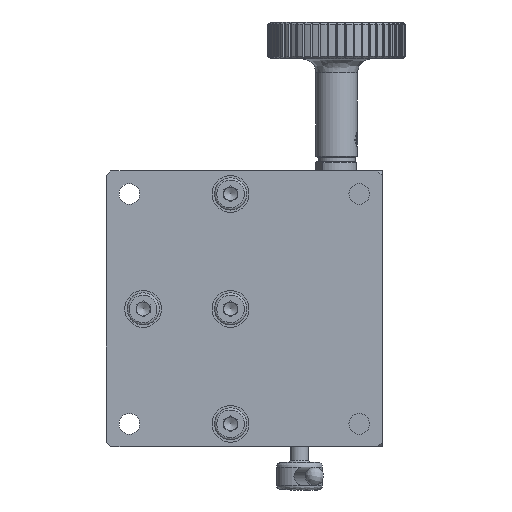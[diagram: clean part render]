
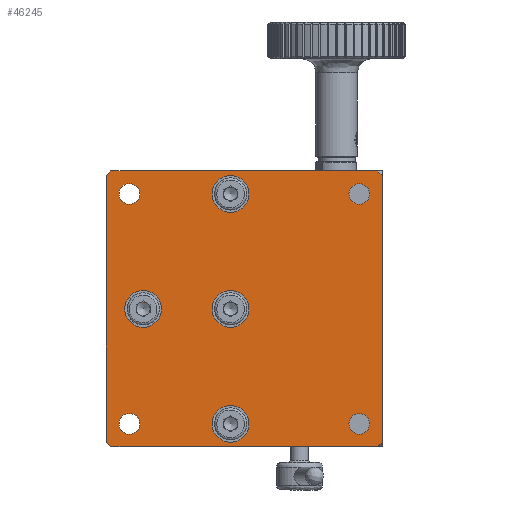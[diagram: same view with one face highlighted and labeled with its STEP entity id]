
A CAD part, front view. The second image highlights one B-rep face of the part: STEP entity #46245.
In plain terms, the highlighted planar face has unit normal (0, -1, 0).
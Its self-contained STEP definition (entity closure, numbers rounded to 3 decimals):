
#28 = EDGE_LOOP ( 'NONE', ( #69329 ) ) ;
#344 = CARTESIAN_POINT ( 'NONE',  ( 8.16, 39.162, 14.259 ) ) ;
#1180 = CARTESIAN_POINT ( 'NONE',  ( 35.16, 39.162, 15.259 ) ) ;
#1210 = VECTOR ( 'NONE', #4499, 1000. ) ;
#1423 = EDGE_CURVE ( 'NONE', #91784, #91784, #92687, .T. ) ;
#2697 = CARTESIAN_POINT ( 'NONE',  ( 16.16, 39.162, 44.259 ) ) ;
#3563 = ORIENTED_EDGE ( 'NONE', *, *, #77969, .T. ) ;
#3749 = VERTEX_POINT ( 'NONE', #21856 ) ;
#4499 = DIRECTION ( 'NONE',  ( -0.707, 0., 0.707 ) ) ;
#5654 = DIRECTION ( 'NONE',  ( 0., 0., -1. ) ) ;
#5795 = EDGE_CURVE ( 'NONE', #48699, #84279, #101449, .T. ) ;
#7372 = FACE_BOUND ( 'NONE', #28, .T. ) ;
#7939 = DIRECTION ( 'NONE',  ( 0., 0., -1. ) ) ;
#8163 = DIRECTION ( 'NONE',  ( 0., 0., 1. ) ) ;
#8842 = VECTOR ( 'NONE', #72731, 1000. ) ;
#9354 = CARTESIAN_POINT ( 'NONE',  ( 63.16, 39.162, 71.509 ) ) ;
#11334 = DIRECTION ( 'NONE',  ( -0.707, 0., -0.707 ) ) ;
#11454 = AXIS2_PLACEMENT_3D ( 'NONE', #2697, #101416, #109003 ) ;
#12650 = CARTESIAN_POINT ( 'NONE',  ( 67.16, 39.162, 14.259 ) ) ;
#12989 = DIRECTION ( 'NONE',  ( 0., 1., 0. ) ) ;
#13820 = DIRECTION ( 'NONE',  ( 0., 0., 1. ) ) ;
#14043 = EDGE_CURVE ( 'NONE', #96977, #96977, #78423, .T. ) ;
#14406 = CARTESIAN_POINT ( 'NONE',  ( 8.16, 39.162, 74.259 ) ) ;
#15560 = FACE_OUTER_BOUND ( 'NONE', #75838, .T. ) ;
#16132 = FACE_BOUND ( 'NONE', #83667, .T. ) ;
#16359 = CARTESIAN_POINT ( 'NONE',  ( 63.16, 39.162, 69.259 ) ) ;
#16760 = CIRCLE ( 'NONE', #93203, 2.25 ) ;
#16811 = AXIS2_PLACEMENT_3D ( 'NONE', #20600, #12989, #73767 ) ;
#17377 = EDGE_CURVE ( 'NONE', #36208, #36208, #31906, .T. ) ;
#17388 = VERTEX_POINT ( 'NONE', #98282 ) ;
#17850 = FACE_BOUND ( 'NONE', #110044, .T. ) ;
#18151 = CARTESIAN_POINT ( 'NONE',  ( 35.16, 39.162, 44.259 ) ) ;
#18826 = DIRECTION ( 'NONE',  ( 0., 1., 0. ) ) ;
#19111 = EDGE_LOOP ( 'NONE', ( #45702 ) ) ;
#19921 = ORIENTED_EDGE ( 'NONE', *, *, #40741, .T. ) ;
#20600 = CARTESIAN_POINT ( 'NONE',  ( 35.16, 39.162, 69.259 ) ) ;
#21856 = CARTESIAN_POINT ( 'NONE',  ( 13.16, 39.162, 21.509 ) ) ;
#22742 = ORIENTED_EDGE ( 'NONE', *, *, #104221, .T. ) ;
#24255 = EDGE_CURVE ( 'NONE', #52948, #48699, #47129, .T. ) ;
#24902 = FACE_BOUND ( 'NONE', #59206, .T. ) ;
#25700 = DIRECTION ( 'NONE',  ( 0., 1., 0. ) ) ;
#26325 = VERTEX_POINT ( 'NONE', #1180 ) ;
#26478 = DIRECTION ( 'NONE',  ( 0., 0., -1. ) ) ;
#27451 = LINE ( 'NONE', #45549, #60606 ) ;
#29662 = ORIENTED_EDGE ( 'NONE', *, *, #41317, .T. ) ;
#30493 = ORIENTED_EDGE ( 'NONE', *, *, #1423, .T. ) ;
#30936 = VECTOR ( 'NONE', #11334, 1000. ) ;
#31323 = VECTOR ( 'NONE', #48286, 1000. ) ;
#31623 = EDGE_LOOP ( 'NONE', ( #84638 ) ) ;
#31906 = CIRCLE ( 'NONE', #114136, 2.25 ) ;
#31968 = ORIENTED_EDGE ( 'NONE', *, *, #109567, .T. ) ;
#33951 = CARTESIAN_POINT ( 'NONE',  ( 8.16, 39.162, 73.259 ) ) ;
#34358 = ORIENTED_EDGE ( 'NONE', *, *, #24255, .T. ) ;
#35644 = CARTESIAN_POINT ( 'NONE',  ( 63.16, 39.162, 21.509 ) ) ;
#35738 = EDGE_CURVE ( 'NONE', #86210, #86210, #73954, .T. ) ;
#36208 = VERTEX_POINT ( 'NONE', #35644 ) ;
#36404 = CIRCLE ( 'NONE', #43919, 4. ) ;
#39411 = CIRCLE ( 'NONE', #11454, 4. ) ;
#39542 = CARTESIAN_POINT ( 'NONE',  ( 13.16, 39.162, 19.259 ) ) ;
#40741 = EDGE_CURVE ( 'NONE', #17388, #73637, #114280, .T. ) ;
#41317 = EDGE_CURVE ( 'NONE', #73637, #52948, #47009, .T. ) ;
#43919 = AXIS2_PLACEMENT_3D ( 'NONE', #60976, #86669, #26478 ) ;
#45110 = DIRECTION ( 'NONE',  ( 0., 0., 1. ) ) ;
#45549 = CARTESIAN_POINT ( 'NONE',  ( 8.16, 39.162, 74.259 ) ) ;
#45702 = ORIENTED_EDGE ( 'NONE', *, *, #61475, .T. ) ;
#46245 = ADVANCED_FACE ( 'NONE', ( #15560, #7372, #24902, #60539, #87383, #17850, #96160, #16132, #51768 ), #53480, .T. ) ;
#47009 = LINE ( 'NONE', #344, #8842 ) ;
#47129 = LINE ( 'NONE', #12650, #88195 ) ;
#48286 = DIRECTION ( 'NONE',  ( 0., 0., 1. ) ) ;
#48699 = VERTEX_POINT ( 'NONE', #85608 ) ;
#48858 = EDGE_LOOP ( 'NONE', ( #112755 ) ) ;
#51177 = CARTESIAN_POINT ( 'NONE',  ( 13.16, 39.162, 71.509 ) ) ;
#51591 = ORIENTED_EDGE ( 'NONE', *, *, #110009, .T. ) ;
#51768 = FACE_BOUND ( 'NONE', #19111, .T. ) ;
#52948 = VERTEX_POINT ( 'NONE', #91091 ) ;
#53480 = PLANE ( 'NONE',  #62948 ) ;
#53779 = DIRECTION ( 'NONE',  ( 0., 1., 0. ) ) ;
#54846 = EDGE_CURVE ( 'NONE', #3749, #3749, #16760, .T. ) ;
#55739 = LINE ( 'NONE', #91358, #30936 ) ;
#57034 = CARTESIAN_POINT ( 'NONE',  ( 68.16, 39.162, 74.259 ) ) ;
#57109 = AXIS2_PLACEMENT_3D ( 'NONE', #82646, #79370, #98063 ) ;
#59067 = VECTOR ( 'NONE', #5654, 1000. ) ;
#59206 = EDGE_LOOP ( 'NONE', ( #31968 ) ) ;
#59667 = EDGE_LOOP ( 'NONE', ( #30493 ) ) ;
#60539 = FACE_BOUND ( 'NONE', #31623, .T. ) ;
#60606 = VECTOR ( 'NONE', #62533, 1000. ) ;
#60976 = CARTESIAN_POINT ( 'NONE',  ( 35.16, 39.162, 19.259 ) ) ;
#61475 = EDGE_CURVE ( 'NONE', #73855, #73855, #39411, .T. ) ;
#62277 = CARTESIAN_POINT ( 'NONE',  ( 8.16, 39.162, 15.259 ) ) ;
#62533 = DIRECTION ( 'NONE',  ( -1., 0., 0. ) ) ;
#62948 = AXIS2_PLACEMENT_3D ( 'NONE', #87955, #114849, #7939 ) ;
#63095 = ORIENTED_EDGE ( 'NONE', *, *, #106443, .T. ) ;
#64367 = CARTESIAN_POINT ( 'NONE',  ( 35.16, 39.162, 40.259 ) ) ;
#69329 = ORIENTED_EDGE ( 'NONE', *, *, #35738, .T. ) ;
#71227 = ORIENTED_EDGE ( 'NONE', *, *, #14043, .T. ) ;
#71310 = VERTEX_POINT ( 'NONE', #9354 ) ;
#72053 = CARTESIAN_POINT ( 'NONE',  ( 9.16, 39.162, 14.259 ) ) ;
#72731 = DIRECTION ( 'NONE',  ( 1., 0., 0. ) ) ;
#73637 = VERTEX_POINT ( 'NONE', #72053 ) ;
#73708 = CARTESIAN_POINT ( 'NONE',  ( 63.16, 39.162, 19.259 ) ) ;
#73767 = DIRECTION ( 'NONE',  ( 0., 0., -1. ) ) ;
#73855 = VERTEX_POINT ( 'NONE', #109479 ) ;
#73954 = CIRCLE ( 'NONE', #57109, 2.25 ) ;
#75838 = EDGE_LOOP ( 'NONE', ( #104323, #19921, #29662, #34358, #85640, #51591, #22742, #3563 ) ) ;
#77969 = EDGE_CURVE ( 'NONE', #99014, #81822, #55739, .T. ) ;
#78423 = CIRCLE ( 'NONE', #16811, 4. ) ;
#79370 = DIRECTION ( 'NONE',  ( 0., 1., 0. ) ) ;
#80435 = CARTESIAN_POINT ( 'NONE',  ( 9.16, 39.162, 74.259 ) ) ;
#81822 = VERTEX_POINT ( 'NONE', #33951 ) ;
#82646 = CARTESIAN_POINT ( 'NONE',  ( 13.16, 39.162, 69.259 ) ) ;
#83667 = EDGE_LOOP ( 'NONE', ( #63095 ) ) ;
#84279 = VERTEX_POINT ( 'NONE', #110235 ) ;
#84638 = ORIENTED_EDGE ( 'NONE', *, *, #17377, .T. ) ;
#84949 = VERTEX_POINT ( 'NONE', #108229 ) ;
#85608 = CARTESIAN_POINT ( 'NONE',  ( 68.16, 39.162, 15.259 ) ) ;
#85640 = ORIENTED_EDGE ( 'NONE', *, *, #5795, .T. ) ;
#86210 = VERTEX_POINT ( 'NONE', #51177 ) ;
#86669 = DIRECTION ( 'NONE',  ( 0., 1., 0. ) ) ;
#86819 = LINE ( 'NONE', #14406, #59067 ) ;
#87383 = FACE_BOUND ( 'NONE', #48858, .T. ) ;
#87955 = CARTESIAN_POINT ( 'NONE',  ( 8.16, 39.162, 74.259 ) ) ;
#88195 = VECTOR ( 'NONE', #108468, 1000. ) ;
#88777 = CARTESIAN_POINT ( 'NONE',  ( 35.16, 39.162, 65.259 ) ) ;
#89030 = AXIS2_PLACEMENT_3D ( 'NONE', #18151, #53779, #89390 ) ;
#89390 = DIRECTION ( 'NONE',  ( 0., 0., -1. ) ) ;
#91091 = CARTESIAN_POINT ( 'NONE',  ( 67.16, 39.162, 14.259 ) ) ;
#91358 = CARTESIAN_POINT ( 'NONE',  ( 9.16, 39.162, 74.259 ) ) ;
#91784 = VERTEX_POINT ( 'NONE', #64367 ) ;
#92687 = CIRCLE ( 'NONE', #89030, 4. ) ;
#93203 = AXIS2_PLACEMENT_3D ( 'NONE', #39542, #103780, #13820 ) ;
#94516 = CIRCLE ( 'NONE', #113115, 2.25 ) ;
#95584 = DIRECTION ( 'NONE',  ( 0.707, 0., -0.707 ) ) ;
#95595 = CARTESIAN_POINT ( 'NONE',  ( 68.16, 39.162, 73.259 ) ) ;
#96160 = FACE_BOUND ( 'NONE', #59667, .T. ) ;
#96977 = VERTEX_POINT ( 'NONE', #88777 ) ;
#98063 = DIRECTION ( 'NONE',  ( 0., 0., 1. ) ) ;
#98282 = CARTESIAN_POINT ( 'NONE',  ( 8.16, 39.162, 15.259 ) ) ;
#99014 = VERTEX_POINT ( 'NONE', #80435 ) ;
#101416 = DIRECTION ( 'NONE',  ( 0., 1., 0. ) ) ;
#101449 = LINE ( 'NONE', #57034, #31323 ) ;
#103212 = LINE ( 'NONE', #95595, #1210 ) ;
#103780 = DIRECTION ( 'NONE',  ( 0., 1., 0. ) ) ;
#104221 = EDGE_CURVE ( 'NONE', #84949, #99014, #27451, .T. ) ;
#104323 = ORIENTED_EDGE ( 'NONE', *, *, #110099, .T. ) ;
#106443 = EDGE_CURVE ( 'NONE', #26325, #26325, #36404, .T. ) ;
#108229 = CARTESIAN_POINT ( 'NONE',  ( 67.16, 39.162, 74.259 ) ) ;
#108468 = DIRECTION ( 'NONE',  ( 0.707, 0., 0.707 ) ) ;
#109003 = DIRECTION ( 'NONE',  ( 0., 0., -1. ) ) ;
#109479 = CARTESIAN_POINT ( 'NONE',  ( 16.16, 39.162, 40.259 ) ) ;
#109558 = VECTOR ( 'NONE', #95584, 1000. ) ;
#109567 = EDGE_CURVE ( 'NONE', #71310, #71310, #94516, .T. ) ;
#110009 = EDGE_CURVE ( 'NONE', #84279, #84949, #103212, .T. ) ;
#110044 = EDGE_LOOP ( 'NONE', ( #71227 ) ) ;
#110099 = EDGE_CURVE ( 'NONE', #81822, #17388, #86819, .T. ) ;
#110235 = CARTESIAN_POINT ( 'NONE',  ( 68.16, 39.162, 73.259 ) ) ;
#112755 = ORIENTED_EDGE ( 'NONE', *, *, #54846, .T. ) ;
#113115 = AXIS2_PLACEMENT_3D ( 'NONE', #16359, #25700, #8163 ) ;
#114136 = AXIS2_PLACEMENT_3D ( 'NONE', #73708, #18826, #45110 ) ;
#114280 = LINE ( 'NONE', #62277, #109558 ) ;
#114849 = DIRECTION ( 'NONE',  ( 0., -1., 0. ) ) ;
